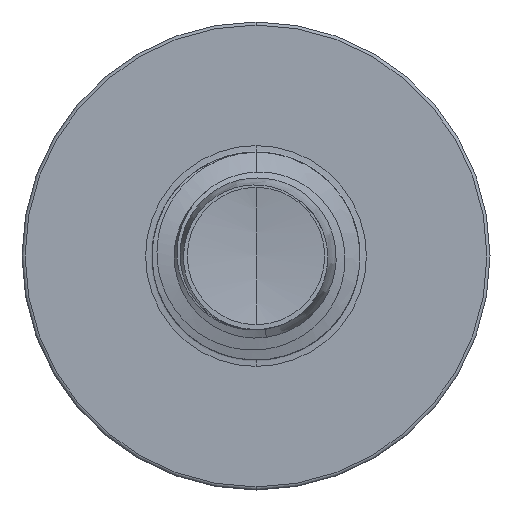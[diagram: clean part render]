
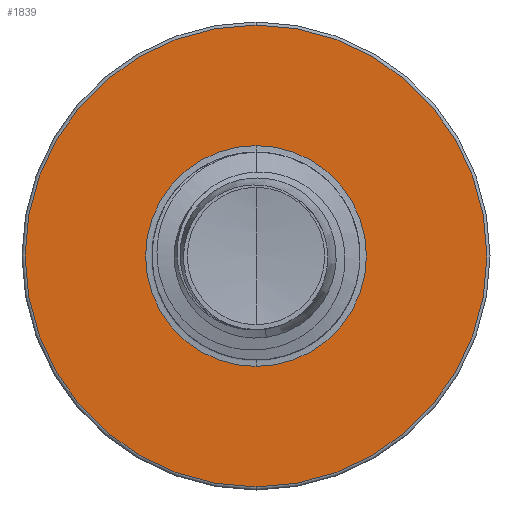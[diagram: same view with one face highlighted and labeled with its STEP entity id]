
A CAD part, front view. The second image highlights one B-rep face of the part: STEP entity #1839.
In plain terms, the highlighted planar face has unit normal (0, -1, 0).
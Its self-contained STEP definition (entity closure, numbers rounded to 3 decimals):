
#589 = EDGE_CURVE ( 'NONE', #16249, #2096, #15251, .T. ) ;
#811 = DIRECTION ( 'NONE',  ( 0., 1., 0. ) ) ;
#1568 = EDGE_LOOP ( 'NONE', ( #3754, #2013 ) ) ;
#1839 = ADVANCED_FACE ( 'NONE', ( #16678, #11833 ), #17687, .F. ) ;
#2013 = ORIENTED_EDGE ( 'NONE', *, *, #22117, .T. ) ;
#2096 = VERTEX_POINT ( 'NONE', #17590 ) ;
#2388 = VERTEX_POINT ( 'NONE', #18497 ) ;
#2799 = CARTESIAN_POINT ( 'NONE',  ( 0., 14., 0. ) ) ;
#3528 = CARTESIAN_POINT ( 'NONE',  ( 0., 14., 0. ) ) ;
#3595 = CIRCLE ( 'NONE', #9619, 6.66 ) ;
#3754 = ORIENTED_EDGE ( 'NONE', *, *, #21219, .T. ) ;
#4476 = EDGE_LOOP ( 'NONE', ( #5566, #6899 ) ) ;
#4616 = DIRECTION ( 'NONE',  ( 0., 0., 1. ) ) ;
#4923 = AXIS2_PLACEMENT_3D ( 'NONE', #19111, #8215, #20955 ) ;
#4979 = CIRCLE ( 'NONE', #4923, 3.186 ) ;
#5244 = CIRCLE ( 'NONE', #18340, 3.186 ) ;
#5566 = ORIENTED_EDGE ( 'NONE', *, *, #589, .F. ) ;
#5701 = VERTEX_POINT ( 'NONE', #18995 ) ;
#6899 = ORIENTED_EDGE ( 'NONE', *, *, #13431, .F. ) ;
#8215 = DIRECTION ( 'NONE',  ( 0., 1., 0. ) ) ;
#9588 = CARTESIAN_POINT ( 'NONE',  ( 0., 14., 0. ) ) ;
#9619 = AXIS2_PLACEMENT_3D ( 'NONE', #9588, #22312, #11424 ) ;
#11424 = DIRECTION ( 'NONE',  ( 0., 0., 1. ) ) ;
#11833 = FACE_BOUND ( 'NONE', #1568, .T. ) ;
#12116 = DIRECTION ( 'NONE',  ( 0., 1., 0. ) ) ;
#12613 = DIRECTION ( 'NONE',  ( 0., 0., 1. ) ) ;
#13431 = EDGE_CURVE ( 'NONE', #2096, #16249, #3595, .T. ) ;
#14028 = DIRECTION ( 'NONE',  ( 0., 0., 1. ) ) ;
#15251 = CIRCLE ( 'NONE', #19071, 6.66 ) ;
#15523 = DIRECTION ( 'NONE',  ( 0., 1., 0. ) ) ;
#15923 = CARTESIAN_POINT ( 'NONE',  ( 0., 14., -3.186 ) ) ;
#16249 = VERTEX_POINT ( 'NONE', #20255 ) ;
#16321 = AXIS2_PLACEMENT_3D ( 'NONE', #15923, #12116, #14028 ) ;
#16678 = FACE_OUTER_BOUND ( 'NONE', #4476, .T. ) ;
#17590 = CARTESIAN_POINT ( 'NONE',  ( 0., 14., -6.66 ) ) ;
#17687 = PLANE ( 'NONE',  #16321 ) ;
#18340 = AXIS2_PLACEMENT_3D ( 'NONE', #2799, #15523, #4616 ) ;
#18497 = CARTESIAN_POINT ( 'NONE',  ( 0., 14., -3.186 ) ) ;
#18995 = CARTESIAN_POINT ( 'NONE',  ( 0., 14., 3.186 ) ) ;
#19071 = AXIS2_PLACEMENT_3D ( 'NONE', #3528, #811, #12613 ) ;
#19111 = CARTESIAN_POINT ( 'NONE',  ( 0., 14., 0. ) ) ;
#20255 = CARTESIAN_POINT ( 'NONE',  ( 0., 14., 6.66 ) ) ;
#20955 = DIRECTION ( 'NONE',  ( 0., 0., 1. ) ) ;
#21219 = EDGE_CURVE ( 'NONE', #5701, #2388, #4979, .T. ) ;
#22117 = EDGE_CURVE ( 'NONE', #2388, #5701, #5244, .T. ) ;
#22312 = DIRECTION ( 'NONE',  ( 0., 1., 0. ) ) ;
